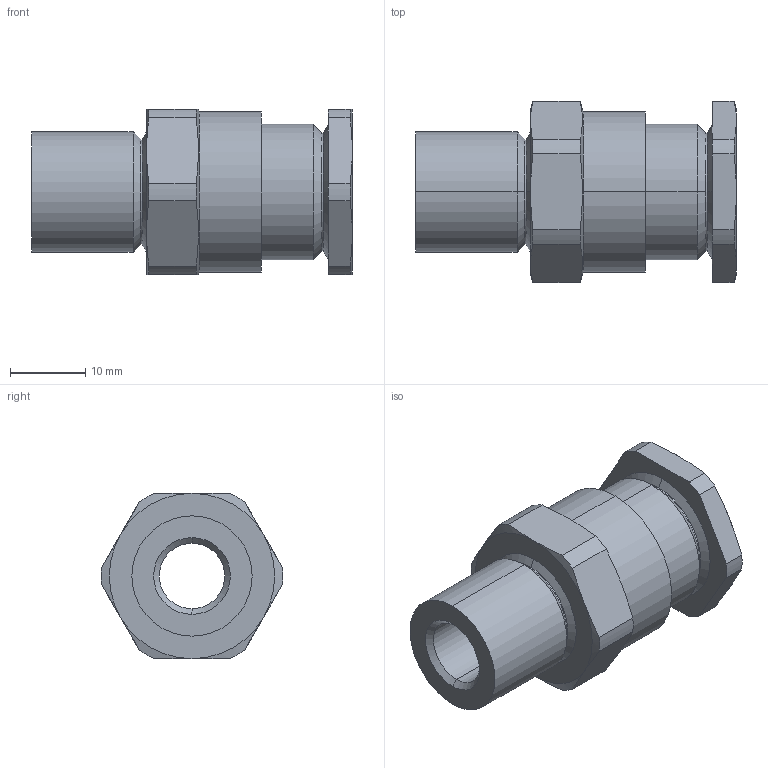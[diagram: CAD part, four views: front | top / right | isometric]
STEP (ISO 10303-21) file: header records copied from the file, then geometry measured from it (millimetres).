
FILE_DESCRIPTION (( 'STEP AP203' ), '1' );
FILE_NAME ('16A2F1RA.STEP', '2021-03-11T14:13:45', ( '' ), ( '' ), 'SwSTEP 2.0', 'SolidWorks 2017', '' );
FILE_SCHEMA (( 'CONFIG_CONTROL_DESIGN' ));
Length unit declared in the file: millimetre
Products named in the file (1): 16A2F1RA
Bounding box: 42.7 x 24.19 x 22 mm (x, y, z)
Volume: 8979.8 mm3; surface area: 4956.3 mm2
Topology: 1 solids, 1 shells, 70 faces, 162 edges, 98 vertices
Faces by surface type: cylinder 26, cone 24, plane 18, torus 2
Entity records: 2109 total; most frequent: CARTESIAN_POINT 443, DIRECTION 346, ORIENTED_EDGE 324, EDGE_CURVE 162, AXIS2_PLACEMENT_3D 145, VERTEX_POINT 98, EDGE_LOOP 76, CIRCLE 74
